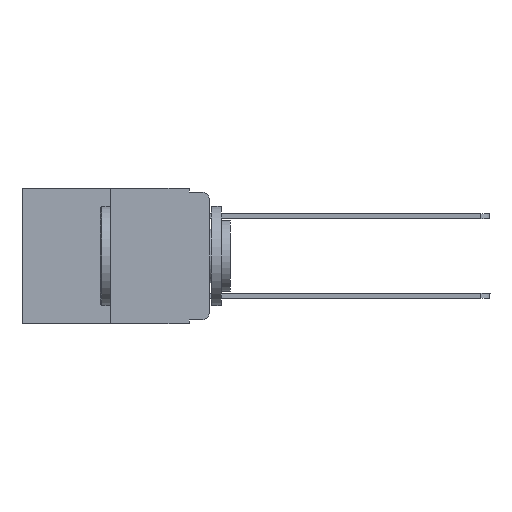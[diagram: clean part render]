
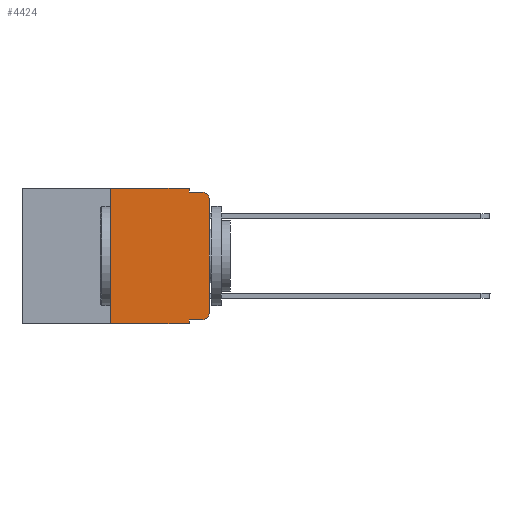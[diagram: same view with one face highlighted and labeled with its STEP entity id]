
A CAD part, left-side view. The second image highlights one B-rep face of the part: STEP entity #4424.
In plain terms, the highlighted planar face has unit normal (-1, 0, 0).
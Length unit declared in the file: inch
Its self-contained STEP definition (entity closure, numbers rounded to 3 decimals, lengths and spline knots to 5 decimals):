
#53 = VERTEX_POINT ( 'NONE', #8056 ) ;
#647 = ORIENTED_EDGE ( 'NONE', *, *, #2829, .F. ) ;
#814 = CARTESIAN_POINT ( 'NONE',  ( 0., 0.473, 0. ) ) ;
#1007 = EDGE_CURVE ( 'NONE', #1059, #5356, #6048, .T. ) ;
#1059 = VERTEX_POINT ( 'NONE', #3124 ) ;
#1340 = EDGE_CURVE ( 'NONE', #3147, #3936, #9846, .T. ) ;
#1351 = ORIENTED_EDGE ( 'NONE', *, *, #7208, .T. ) ;
#1778 = VECTOR ( 'NONE', #9404, 39.37008 ) ;
#1940 = EDGE_CURVE ( 'NONE', #7400, #11283, #8026, .T. ) ;
#1996 = CARTESIAN_POINT ( 'NONE',  ( 0., 0.02, -0.313 ) ) ;
#2193 = ORIENTED_EDGE ( 'NONE', *, *, #1007, .F. ) ;
#2249 = DIRECTION ( 'NONE',  ( 1., 0., 0. ) ) ;
#2311 = VECTOR ( 'NONE', #7706, 39.37008 ) ;
#2472 = DIRECTION ( 'NONE',  ( -1., 0., 0. ) ) ;
#2625 = CARTESIAN_POINT ( 'NONE',  ( 0., 0.02, -0.01 ) ) ;
#2814 = DIRECTION ( 'NONE',  ( 0., 0., -1. ) ) ;
#2829 = EDGE_CURVE ( 'NONE', #53, #7400, #6884, .T. ) ;
#3026 = LINE ( 'NONE', #4359, #6810 ) ;
#3060 = LINE ( 'NONE', #814, #9337 ) ;
#3083 = CARTESIAN_POINT ( 'NONE',  ( 0., 0., -0.313 ) ) ;
#3088 = CARTESIAN_POINT ( 'NONE',  ( 0., 0.051, 0. ) ) ;
#3112 = DIRECTION ( 'NONE',  ( 0., 0., 1. ) ) ;
#3124 = CARTESIAN_POINT ( 'NONE',  ( 0., 0.051, -0.333 ) ) ;
#3147 = VERTEX_POINT ( 'NONE', #5169 ) ;
#3172 = CARTESIAN_POINT ( 'NONE',  ( 0., 0.473, -0.343 ) ) ;
#3283 = CARTESIAN_POINT ( 'NONE',  ( 0., 0.02, -0.03 ) ) ;
#3609 = EDGE_CURVE ( 'NONE', #1059, #9009, #8534, .T. ) ;
#3936 = VERTEX_POINT ( 'NONE', #10192 ) ;
#4196 = AXIS2_PLACEMENT_3D ( 'NONE', #3283, #2472, #8709 ) ;
#4257 = CARTESIAN_POINT ( 'NONE',  ( 0., 0.051, -0.01 ) ) ;
#4300 = DIRECTION ( 'NONE',  ( 0., -1., 0. ) ) ;
#4359 = CARTESIAN_POINT ( 'NONE',  ( 0., 0., 0. ) ) ;
#4379 = DIRECTION ( 'NONE',  ( 0., -1., 0. ) ) ;
#4424 = ADVANCED_FACE ( 'NONE', ( #11151 ), #10250, .F. ) ;
#4461 = EDGE_CURVE ( 'NONE', #3147, #5356, #6099, .T. ) ;
#4831 = ORIENTED_EDGE ( 'NONE', *, *, #9279, .T. ) ;
#4979 = VERTEX_POINT ( 'NONE', #3083 ) ;
#4991 = VERTEX_POINT ( 'NONE', #9332 ) ;
#5169 = CARTESIAN_POINT ( 'NONE',  ( 0., 0.25, -0.343 ) ) ;
#5356 = VERTEX_POINT ( 'NONE', #9875 ) ;
#5853 = VECTOR ( 'NONE', #4379, 39.37008 ) ;
#6026 = DIRECTION ( 'NONE',  ( 0., 0., 1. ) ) ;
#6048 = LINE ( 'NONE', #3088, #2311 ) ;
#6099 = LINE ( 'NONE', #3172, #1778 ) ;
#6366 = CARTESIAN_POINT ( 'NONE',  ( 0., 0.051, -0.01 ) ) ;
#6403 = DIRECTION ( 'NONE',  ( -1., 0., 0. ) ) ;
#6415 = EDGE_CURVE ( 'NONE', #4979, #4991, #3026, .T. ) ;
#6675 = CARTESIAN_POINT ( 'NONE',  ( 0., 0.25, 0. ) ) ;
#6809 = CARTESIAN_POINT ( 'NONE',  ( 0., 0.02, -0.333 ) ) ;
#6810 = VECTOR ( 'NONE', #6026, 39.37008 ) ;
#6884 = LINE ( 'NONE', #11338, #7295 ) ;
#7054 = CIRCLE ( 'NONE', #4196, 0.02 ) ;
#7208 = EDGE_CURVE ( 'NONE', #4991, #11283, #7054, .T. ) ;
#7295 = VECTOR ( 'NONE', #9873, 39.37008 ) ;
#7400 = VERTEX_POINT ( 'NONE', #6366 ) ;
#7458 = ORIENTED_EDGE ( 'NONE', *, *, #9191, .F. ) ;
#7680 = ORIENTED_EDGE ( 'NONE', *, *, #1940, .F. ) ;
#7702 = CARTESIAN_POINT ( 'NONE',  ( 0., 0.051, -0.333 ) ) ;
#7706 = DIRECTION ( 'NONE',  ( 0., 0., -1. ) ) ;
#8026 = LINE ( 'NONE', #4257, #9536 ) ;
#8056 = CARTESIAN_POINT ( 'NONE',  ( 0., 0.051, 0. ) ) ;
#8447 = CARTESIAN_POINT ( 'NONE',  ( 0., 0.473, 0. ) ) ;
#8484 = DIRECTION ( 'NONE',  ( 0., 0., -1. ) ) ;
#8534 = LINE ( 'NONE', #7702, #5853 ) ;
#8584 = AXIS2_PLACEMENT_3D ( 'NONE', #1996, #6403, #2814 ) ;
#8647 = EDGE_LOOP ( 'NONE', ( #10409, #1351, #7680, #647, #7458, #9967, #9523, #2193, #10812, #4831 ) ) ;
#8709 = DIRECTION ( 'NONE',  ( 0., 0., -1. ) ) ;
#8940 = DIRECTION ( 'NONE',  ( 0., -1., 0. ) ) ;
#9009 = VERTEX_POINT ( 'NONE', #6809 ) ;
#9191 = EDGE_CURVE ( 'NONE', #3936, #53, #3060, .T. ) ;
#9279 = EDGE_CURVE ( 'NONE', #9009, #4979, #10321, .T. ) ;
#9291 = VECTOR ( 'NONE', #3112, 39.37008 ) ;
#9332 = CARTESIAN_POINT ( 'NONE',  ( 0., 0., -0.03 ) ) ;
#9337 = VECTOR ( 'NONE', #8940, 39.37008 ) ;
#9404 = DIRECTION ( 'NONE',  ( 0., -1., 0. ) ) ;
#9523 = ORIENTED_EDGE ( 'NONE', *, *, #4461, .T. ) ;
#9536 = VECTOR ( 'NONE', #4300, 39.37008 ) ;
#9846 = LINE ( 'NONE', #6675, #9291 ) ;
#9873 = DIRECTION ( 'NONE',  ( 0., 0., -1. ) ) ;
#9875 = CARTESIAN_POINT ( 'NONE',  ( 0., 0.051, -0.343 ) ) ;
#9967 = ORIENTED_EDGE ( 'NONE', *, *, #1340, .F. ) ;
#9978 = AXIS2_PLACEMENT_3D ( 'NONE', #8447, #2249, #8484 ) ;
#10192 = CARTESIAN_POINT ( 'NONE',  ( 0., 0.25, 0. ) ) ;
#10250 = PLANE ( 'NONE',  #9978 ) ;
#10321 = CIRCLE ( 'NONE', #8584, 0.02 ) ;
#10409 = ORIENTED_EDGE ( 'NONE', *, *, #6415, .T. ) ;
#10812 = ORIENTED_EDGE ( 'NONE', *, *, #3609, .T. ) ;
#11151 = FACE_OUTER_BOUND ( 'NONE', #8647, .T. ) ;
#11283 = VERTEX_POINT ( 'NONE', #2625 ) ;
#11338 = CARTESIAN_POINT ( 'NONE',  ( 0., 0.051, 0. ) ) ;
